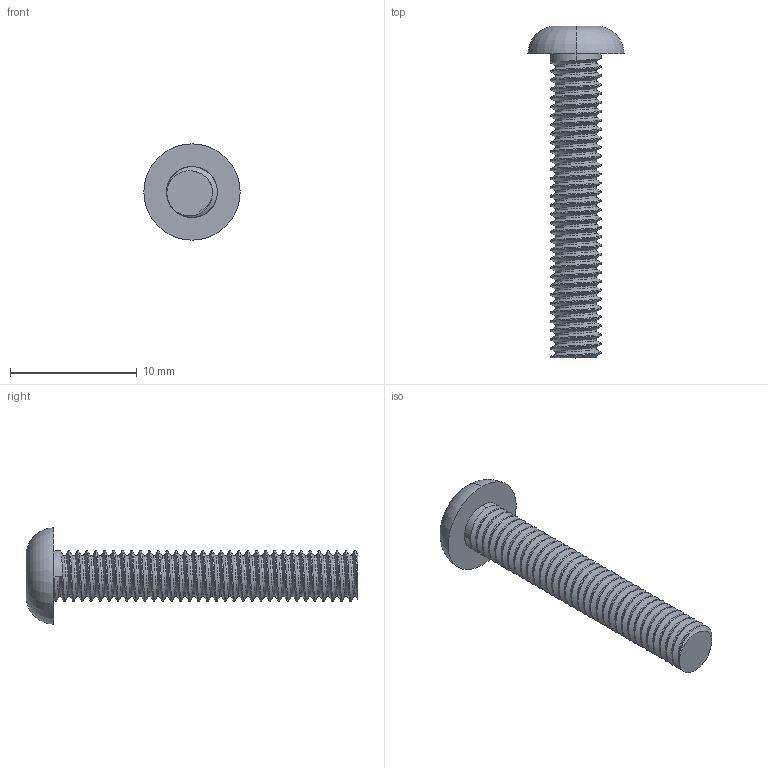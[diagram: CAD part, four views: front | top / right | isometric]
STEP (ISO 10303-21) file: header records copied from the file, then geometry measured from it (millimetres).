
FILE_DESCRIPTION (( 'STEP AP214' ), '1' );
FILE_NAME ('11-4124.STEP', '2025-08-25T09:42:33', ( '' ), ( '' ), 'SwSTEP 2.0', 'SolidWorks 2025', '' );
FILE_SCHEMA (( 'AUTOMOTIVE_DESIGN' ));
Length unit declared in the file: millimetre
Products named in the file (1): 11-4124
Bounding box: 7.6 x 26.2 x 7.6 mm (x, y, z)
Volume: 314.1 mm3; surface area: 566.1 mm2
Topology: 1 solids, 1 shells, 85 faces, 242 edges, 161 vertices
Faces by surface type: cylinder 69, plane 11, bspline 3, torus 2
Entity records: 8887 total; most frequent: CARTESIAN_POINT 7012, ORIENTED_EDGE 484, DIRECTION 271, EDGE_CURVE 242, VERTEX_POINT 161, AXIS2_PLACEMENT_3D 92, EDGE_LOOP 87, VECTOR 87
